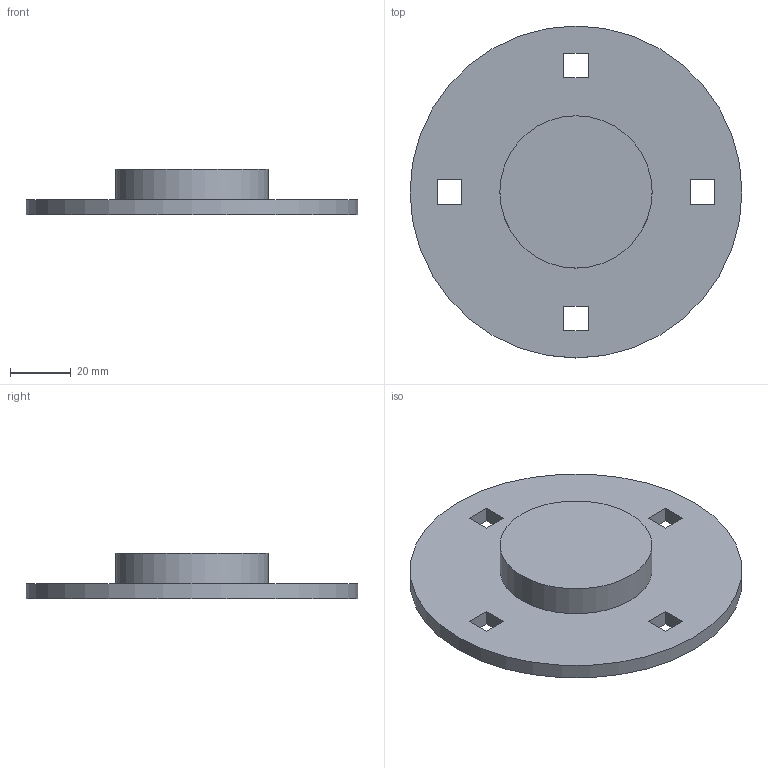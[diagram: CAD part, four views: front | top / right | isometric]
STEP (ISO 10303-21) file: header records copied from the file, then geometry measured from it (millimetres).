
FILE_DESCRIPTION(/* description */ (''),/* implementation_level */ '2;1');
FILE_NAME(/* name */ 'CACHECDRESSAI.step',/* time_stamp */ '2022-01-03T18:03:46+01:00',/* author */ (''),/* organization */ (''),/* preprocessor_version */ 'ST-DEVELOPER v18.1',/* originating_system */ 'Autodesk Translation Framework v10.10.0.1391',/* authorisation */ '');
FILE_SCHEMA (('AUTOMOTIVE_DESIGN { 1 0 10303 214 3 1 1 }'));
Length unit declared in the file: millimetre
Products named in the file (1): (Non enregistré)
Bounding box: 109 x 109 x 15 mm (x, y, z)
Volume: 52445.2 mm3; surface area: 23330.2 mm2
Topology: 1 solids, 1 shells, 23 faces, 57 edges, 38 vertices
Faces by surface type: plane 20, cylinder 3
Full cylindrical faces by diameter (mm): 40 x1, 50 x1, 109 x1
Entity records: 726 total; most frequent: CARTESIAN_POINT 119, ORIENTED_EDGE 114, DIRECTION 111, EDGE_CURVE 57, LINE 51, VECTOR 51, VERTEX_POINT 38, EDGE_LOOP 33
